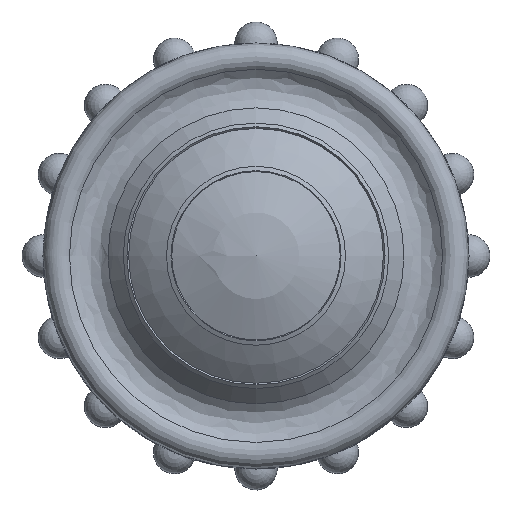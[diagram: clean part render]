
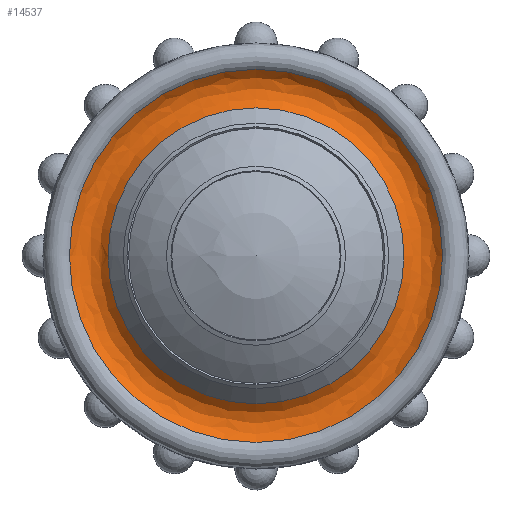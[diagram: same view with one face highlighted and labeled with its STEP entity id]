
A CAD part, top view. The second image highlights one B-rep face of the part: STEP entity #14537.
In plain terms, the highlighted face is a revolution surface.
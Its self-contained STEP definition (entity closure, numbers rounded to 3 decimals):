
#259 = SURFACE_OF_REVOLUTION('',#260,#265);
#260 = CIRCLE('',#261,1.5);
#261 = AXIS2_PLACEMENT_3D('',#262,#263,#264);
#262 = CARTESIAN_POINT('',(-20.15,0.,11.5));
#263 = DIRECTION('',(0.,-1.,0.));
#264 = DIRECTION('',(1.,0.,0.));
#265 = AXIS1_PLACEMENT('',#266,#267);
#266 = CARTESIAN_POINT('',(0.,0.,0.));
#267 = DIRECTION('',(0.,0.,1.));
#11153 = EDGE_CURVE('',#11154,#11154,#11156,.T.);
#11154 = VERTEX_POINT('',#11155);
#11155 = CARTESIAN_POINT('',(-18.981,0.,12.44));
#11156 = SURFACE_CURVE('',#11157,(#11162,#11169),.PCURVE_S1.);
#11157 = CIRCLE('',#11158,18.981);
#11158 = AXIS2_PLACEMENT_3D('',#11159,#11160,#11161);
#11159 = CARTESIAN_POINT('',(0.,0.,12.44));
#11160 = DIRECTION('',(0.,0.,1.));
#11161 = DIRECTION('',(-1.,0.,0.));
#11162 = PCURVE('',#259,#11163);
#11163 = DEFINITIONAL_REPRESENTATION('',(#11164),#11168);
#11164 = LINE('',#11165,#11166);
#11165 = CARTESIAN_POINT('',(0.,0.678));
#11166 = VECTOR('',#11167,1.);
#11167 = DIRECTION('',(1.,0.));
#11168 = ( GEOMETRIC_REPRESENTATION_CONTEXT(2) 
PARAMETRIC_REPRESENTATION_CONTEXT() REPRESENTATION_CONTEXT('2D SPACE',''
  ) );
#11169 = PCURVE('',#11170,#11179);
#11170 = SURFACE_OF_REVOLUTION('',#11171,#11176);
#11171 = CIRCLE('',#11172,2.52);
#11172 = AXIS2_PLACEMENT_3D('',#11173,#11174,#11175);
#11173 = CARTESIAN_POINT('',(-17.018,0.,14.02));
#11174 = DIRECTION('',(0.,-1.,0.));
#11175 = DIRECTION('',(1.,0.,0.));
#11176 = AXIS1_PLACEMENT('',#11177,#11178);
#11177 = CARTESIAN_POINT('',(0.,0.,0.));
#11178 = DIRECTION('',(0.,0.,1.));
#11179 = DEFINITIONAL_REPRESENTATION('',(#11180),#11184);
#11180 = LINE('',#11181,#11182);
#11181 = CARTESIAN_POINT('',(0.,3.819));
#11182 = VECTOR('',#11183,1.);
#11183 = DIRECTION('',(1.,0.));
#11184 = ( GEOMETRIC_REPRESENTATION_CONTEXT(2) 
PARAMETRIC_REPRESENTATION_CONTEXT() REPRESENTATION_CONTEXT('2D SPACE',''
  ) );
#14537 = ADVANCED_FACE('',(#14538),#11170,.T.);
#14538 = FACE_BOUND('',#14539,.T.);
#14539 = EDGE_LOOP('',(#14540,#14541,#14565,#14592));
#14540 = ORIENTED_EDGE('',*,*,#11153,.T.);
#14541 = ORIENTED_EDGE('',*,*,#14542,.T.);
#14542 = EDGE_CURVE('',#11154,#14543,#14545,.T.);
#14543 = VERTEX_POINT('',#14544);
#14544 = CARTESIAN_POINT('',(-15.054,0.,12.44));
#14545 = SEAM_CURVE('',#14546,(#14551,#14558),.PCURVE_S1.);
#14546 = CIRCLE('',#14547,2.52);
#14547 = AXIS2_PLACEMENT_3D('',#14548,#14549,#14550);
#14548 = CARTESIAN_POINT('',(-17.018,0.,14.02));
#14549 = DIRECTION('',(0.,-1.,0.));
#14550 = DIRECTION('',(1.,0.,0.));
#14551 = PCURVE('',#11170,#14552);
#14552 = DEFINITIONAL_REPRESENTATION('',(#14553),#14557);
#14553 = LINE('',#14554,#14555);
#14554 = CARTESIAN_POINT('',(0.,0.));
#14555 = VECTOR('',#14556,1.);
#14556 = DIRECTION('',(0.,1.));
#14557 = ( GEOMETRIC_REPRESENTATION_CONTEXT(2) 
PARAMETRIC_REPRESENTATION_CONTEXT() REPRESENTATION_CONTEXT('2D SPACE',''
  ) );
#14558 = PCURVE('',#11170,#14559);
#14559 = DEFINITIONAL_REPRESENTATION('',(#14560),#14564);
#14560 = LINE('',#14561,#14562);
#14561 = CARTESIAN_POINT('',(6.283,0.));
#14562 = VECTOR('',#14563,1.);
#14563 = DIRECTION('',(0.,1.));
#14564 = ( GEOMETRIC_REPRESENTATION_CONTEXT(2) 
PARAMETRIC_REPRESENTATION_CONTEXT() REPRESENTATION_CONTEXT('2D SPACE',''
  ) );
#14565 = ORIENTED_EDGE('',*,*,#14566,.F.);
#14566 = EDGE_CURVE('',#14543,#14543,#14567,.T.);
#14567 = SURFACE_CURVE('',#14568,(#14573,#14580),.PCURVE_S1.);
#14568 = CIRCLE('',#14569,15.054);
#14569 = AXIS2_PLACEMENT_3D('',#14570,#14571,#14572);
#14570 = CARTESIAN_POINT('',(0.,0.,12.44));
#14571 = DIRECTION('',(0.,0.,1.));
#14572 = DIRECTION('',(-1.,0.,0.));
#14573 = PCURVE('',#11170,#14574);
#14574 = DEFINITIONAL_REPRESENTATION('',(#14575),#14579);
#14575 = LINE('',#14576,#14577);
#14576 = CARTESIAN_POINT('',(0.,5.606));
#14577 = VECTOR('',#14578,1.);
#14578 = DIRECTION('',(1.,0.));
#14579 = ( GEOMETRIC_REPRESENTATION_CONTEXT(2) 
PARAMETRIC_REPRESENTATION_CONTEXT() REPRESENTATION_CONTEXT('2D SPACE',''
  ) );
#14580 = PCURVE('',#14581,#14586);
#14581 = SPHERICAL_SURFACE('',#14582,19.322);
#14582 = AXIS2_PLACEMENT_3D('',#14583,#14584,#14585);
#14583 = CARTESIAN_POINT('',(0.,0.,0.328));
#14584 = DIRECTION('',(0.,0.,-1.));
#14585 = DIRECTION('',(-1.,0.,0.));
#14586 = DEFINITIONAL_REPRESENTATION('',(#14587),#14591);
#14587 = LINE('',#14588,#14589);
#14588 = CARTESIAN_POINT('',(-0.,-0.678));
#14589 = VECTOR('',#14590,1.);
#14590 = DIRECTION('',(-1.,0.));
#14591 = ( GEOMETRIC_REPRESENTATION_CONTEXT(2) 
PARAMETRIC_REPRESENTATION_CONTEXT() REPRESENTATION_CONTEXT('2D SPACE',''
  ) );
#14592 = ORIENTED_EDGE('',*,*,#14542,.F.);
